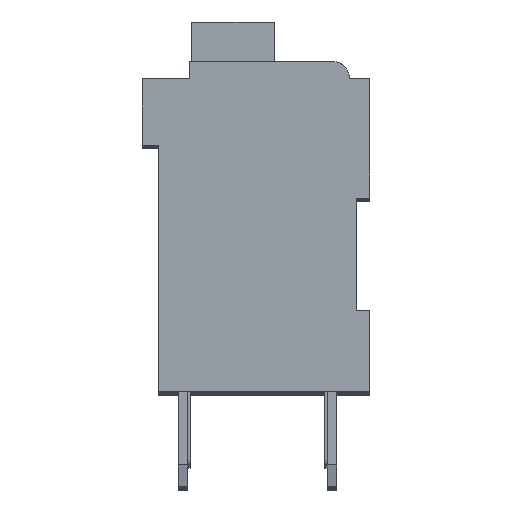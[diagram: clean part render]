
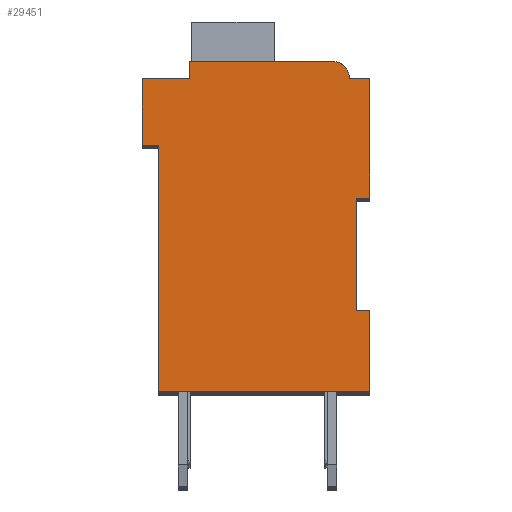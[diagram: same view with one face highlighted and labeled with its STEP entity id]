
A CAD part, top view. The second image highlights one B-rep face of the part: STEP entity #29451.
In plain terms, the highlighted planar face has unit normal (0, 0, 1).
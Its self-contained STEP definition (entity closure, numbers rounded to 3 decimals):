
#7038=DIRECTION('',(1.,0.,0.));
#7039=VECTOR('',#7038,0.5);
#7040=CARTESIAN_POINT('',(7.3,7.15,2.1));
#7041=LINE('',#7040,#7039);
#7042=DIRECTION('',(0.,1.,0.));
#7043=VECTOR('',#7042,4.15);
#7044=CARTESIAN_POINT('',(7.3,3.,2.1));
#7045=LINE('',#7044,#7043);
#7046=DIRECTION('',(-1.,0.,0.));
#7047=VECTOR('',#7046,0.5);
#7048=CARTESIAN_POINT('',(7.8,3.,2.1));
#7049=LINE('',#7048,#7047);
#7050=DIRECTION('',(0.,1.,0.));
#7051=VECTOR('',#7050,3.);
#7052=CARTESIAN_POINT('',(7.8,0.,2.1));
#7053=LINE('',#7052,#7051);
#7054=DIRECTION('',(1.,0.,0.));
#7055=VECTOR('',#7054,7.8);
#7056=CARTESIAN_POINT('',(0.,0.,2.1));
#7057=LINE('',#7056,#7055);
#7058=DIRECTION('',(0.,-1.,0.));
#7059=VECTOR('',#7058,9.1);
#7060=CARTESIAN_POINT('',(0.,9.1,2.1));
#7061=LINE('',#7060,#7059);
#7062=DIRECTION('',(1.,0.,0.));
#7063=VECTOR('',#7062,0.6);
#7064=CARTESIAN_POINT('',(-0.6,9.1,2.1));
#7065=LINE('',#7064,#7063);
#7066=DIRECTION('',(0.,-1.,0.));
#7067=VECTOR('',#7066,2.45);
#7068=CARTESIAN_POINT('',(-0.6,11.55,2.1));
#7069=LINE('',#7068,#7067);
#7070=DIRECTION('',(-1.,0.,0.));
#7071=VECTOR('',#7070,1.75);
#7072=CARTESIAN_POINT('',(1.15,11.55,2.1));
#7073=LINE('',#7072,#7071);
#7074=DIRECTION('',(0.,-1.,0.));
#7075=VECTOR('',#7074,0.65);
#7076=CARTESIAN_POINT('',(1.15,12.2,2.1));
#7077=LINE('',#7076,#7075);
#7078=DIRECTION('',(-1.,0.,0.));
#7079=VECTOR('',#7078,5.25);
#7080=CARTESIAN_POINT('',(6.4,12.2,2.1));
#7081=LINE('',#7080,#7079);
#7082=CARTESIAN_POINT('',(6.4,11.55,2.1));
#7083=DIRECTION('',(0.,0.,1.));
#7084=DIRECTION('',(1.,0.,0.));
#7085=AXIS2_PLACEMENT_3D('',#7082,#7083,#7084);
#7087=DIRECTION('',(-1.,0.,0.));
#7088=VECTOR('',#7087,0.75);
#7089=CARTESIAN_POINT('',(7.8,11.55,2.1));
#7090=LINE('',#7089,#7088);
#7091=DIRECTION('',(0.,1.,0.));
#7092=VECTOR('',#7091,4.4);
#7093=CARTESIAN_POINT('',(7.8,7.15,2.1));
#7094=LINE('',#7093,#7092);
#17227=CARTESIAN_POINT('',(7.3,7.15,2.1));
#17228=CARTESIAN_POINT('',(7.8,7.15,2.1));
#17229=VERTEX_POINT('',#17227);
#17230=VERTEX_POINT('',#17228);
#17231=CARTESIAN_POINT('',(7.8,11.55,2.1));
#17232=VERTEX_POINT('',#17231);
#17233=CARTESIAN_POINT('',(7.05,11.55,2.1));
#17234=VERTEX_POINT('',#17233);
#17235=CARTESIAN_POINT('',(6.4,12.2,2.1));
#17236=VERTEX_POINT('',#17235);
#17237=CARTESIAN_POINT('',(1.15,12.2,2.1));
#17238=VERTEX_POINT('',#17237);
#17239=CARTESIAN_POINT('',(1.15,11.55,2.1));
#17240=VERTEX_POINT('',#17239);
#17241=CARTESIAN_POINT('',(-0.6,11.55,2.1));
#17242=VERTEX_POINT('',#17241);
#17243=CARTESIAN_POINT('',(-0.6,9.1,2.1));
#17244=VERTEX_POINT('',#17243);
#17245=CARTESIAN_POINT('',(0.,9.1,2.1));
#17246=VERTEX_POINT('',#17245);
#17247=CARTESIAN_POINT('',(0.,0.,2.1));
#17248=VERTEX_POINT('',#17247);
#17249=CARTESIAN_POINT('',(7.8,0.,2.1));
#17250=VERTEX_POINT('',#17249);
#17251=CARTESIAN_POINT('',(7.8,3.,2.1));
#17252=VERTEX_POINT('',#17251);
#17253=CARTESIAN_POINT('',(7.3,3.,2.1));
#17254=VERTEX_POINT('',#17253);
#29430=CARTESIAN_POINT('',(0.,0.,2.1));
#29431=DIRECTION('',(0.,0.,1.));
#29432=DIRECTION('',(1.,0.,0.));
#29433=AXIS2_PLACEMENT_3D('',#29430,#29431,#29432);
#29434=PLANE('',#29433);
#29435=ORIENTED_EDGE('',*,*,#22684,.F.);
#29436=ORIENTED_EDGE('',*,*,#23486,.F.);
#29437=ORIENTED_EDGE('',*,*,#24146,.F.);
#29438=ORIENTED_EDGE('',*,*,#24591,.F.);
#29439=ORIENTED_EDGE('',*,*,#25108,.F.);
#29440=ORIENTED_EDGE('',*,*,#25793,.F.);
#29441=ORIENTED_EDGE('',*,*,#26452,.F.);
#29442=ORIENTED_EDGE('',*,*,#26716,.F.);
#29443=ORIENTED_EDGE('',*,*,#27115,.F.);
#29444=ORIENTED_EDGE('',*,*,#27880,.F.);
#29445=ORIENTED_EDGE('',*,*,#28482,.F.);
#29446=ORIENTED_EDGE('',*,*,#27166,.F.);
#29447=ORIENTED_EDGE('',*,*,#27671,.F.);
#29448=ORIENTED_EDGE('',*,*,#23381,.F.);
#29449=EDGE_LOOP('',(#29435,#29436,#29437,#29438,#29439,#29440,#29441,#29442,
#29443,#29444,#29445,#29446,#29447,#29448));
#29450=FACE_OUTER_BOUND('',#29449,.F.);
#7086=CIRCLE('',#7085,0.65);
#22684=EDGE_CURVE('',#17229,#17230,#7041,.T.);
#23381=EDGE_CURVE('',#17230,#17232,#7094,.T.);
#23486=EDGE_CURVE('',#17254,#17229,#7045,.T.);
#24146=EDGE_CURVE('',#17252,#17254,#7049,.T.);
#24591=EDGE_CURVE('',#17250,#17252,#7053,.T.);
#25108=EDGE_CURVE('',#17248,#17250,#7057,.T.);
#25793=EDGE_CURVE('',#17246,#17248,#7061,.T.);
#26452=EDGE_CURVE('',#17244,#17246,#7065,.T.);
#26716=EDGE_CURVE('',#17242,#17244,#7069,.T.);
#27115=EDGE_CURVE('',#17240,#17242,#7073,.T.);
#27166=EDGE_CURVE('',#17234,#17236,#7086,.T.);
#27671=EDGE_CURVE('',#17232,#17234,#7090,.T.);
#27880=EDGE_CURVE('',#17238,#17240,#7077,.T.);
#28482=EDGE_CURVE('',#17236,#17238,#7081,.T.);
#29451=ADVANCED_FACE('',(#29450),#29434,.T.);
